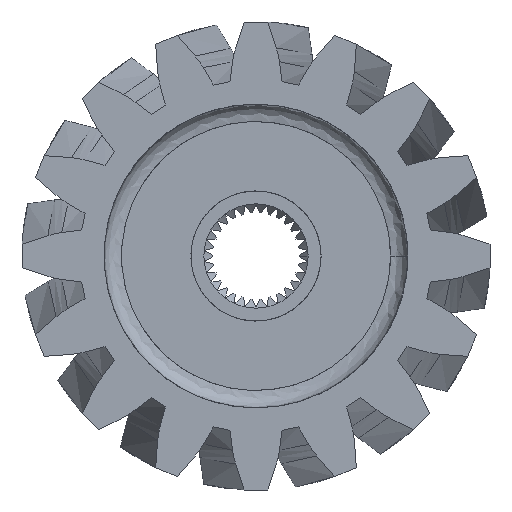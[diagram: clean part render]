
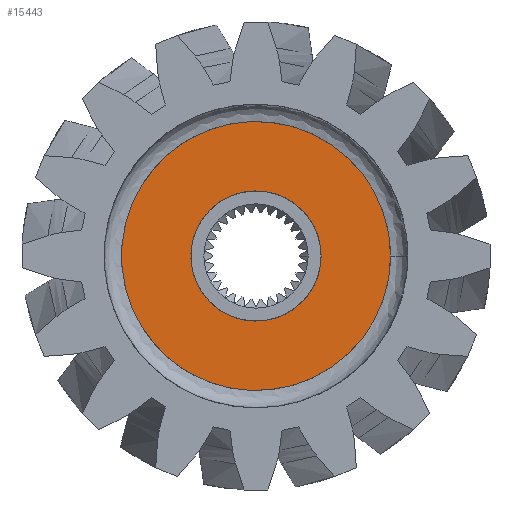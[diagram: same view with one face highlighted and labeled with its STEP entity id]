
A CAD part, front view. The second image highlights one B-rep face of the part: STEP entity #15443.
In plain terms, the highlighted free-form (B-spline) face has degree [1, 1] with [2, 2] control points.
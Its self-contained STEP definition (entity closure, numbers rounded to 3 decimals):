
#15443 = ADVANCED_FACE('',(#15444,#15458),#15472,.T.);
#15444 = FACE_BOUND('',#15445,.T.);
#15445 = EDGE_LOOP('',(#15446));
#15446 = ORIENTED_EDGE('',*,*,#15447,.T.);
#15447 = EDGE_CURVE('',#15448,#15448,#15450,.T.);
#15448 = VERTEX_POINT('',#15449);
#15449 = CARTESIAN_POINT('',(16.662,5.375,
    0.));
#15450 = ( BOUNDED_CURVE() B_SPLINE_CURVE(2,(#15451,#15452,#15453,#15454
    ,#15455,#15456,#15457),.UNSPECIFIED.,.T.,.F.) 
B_SPLINE_CURVE_WITH_KNOTS((1,2,2,2,2,1),(-2.094,0.,
    2.094,4.189,6.283,8.378),
.UNSPECIFIED.) CURVE() GEOMETRIC_REPRESENTATION_ITEM() 
RATIONAL_B_SPLINE_CURVE((1.,0.5,1.,0.5,1.,0.5,1.)) REPRESENTATION_ITEM(
  '') );
#15451 = CARTESIAN_POINT('',(16.662,5.375,
    0.));
#15452 = CARTESIAN_POINT('',(16.662,5.375,28.86
    ));
#15453 = CARTESIAN_POINT('',(-8.331,5.375,14.43
    ));
#15454 = CARTESIAN_POINT('',(-33.325,5.375,
    0.));
#15455 = CARTESIAN_POINT('',(-8.331,5.375,
    -14.43));
#15456 = CARTESIAN_POINT('',(16.662,5.375,
    -28.86));
#15457 = CARTESIAN_POINT('',(16.662,5.375,
    0.));
#15458 = FACE_BOUND('',#15459,.T.);
#15459 = EDGE_LOOP('',(#15460));
#15460 = ORIENTED_EDGE('',*,*,#15461,.T.);
#15461 = EDGE_CURVE('',#15462,#15462,#15464,.T.);
#15462 = VERTEX_POINT('',#15463);
#15463 = CARTESIAN_POINT('',(8.062,5.375,0.));
#15464 = ( BOUNDED_CURVE() B_SPLINE_CURVE(2,(#15465,#15466,#15467,#15468
    ,#15469,#15470,#15471),.UNSPECIFIED.,.T.,.F.) 
B_SPLINE_CURVE_WITH_KNOTS((1,2,2,2,2,1),(-2.094,0.,
    2.094,4.189,6.283,8.378),
.UNSPECIFIED.) CURVE() GEOMETRIC_REPRESENTATION_ITEM() 
RATIONAL_B_SPLINE_CURVE((1.,0.5,1.,0.5,1.,0.5,1.)) REPRESENTATION_ITEM(
  '') );
#15465 = CARTESIAN_POINT('',(8.062,5.375,0.));
#15466 = CARTESIAN_POINT('',(8.062,5.375,-13.964)
  );
#15467 = CARTESIAN_POINT('',(-4.031,5.375,
    -6.982));
#15468 = CARTESIAN_POINT('',(-16.125,5.375,
    0.));
#15469 = CARTESIAN_POINT('',(-4.031,5.375,
    6.982));
#15470 = CARTESIAN_POINT('',(8.062,5.375,
    13.964));
#15471 = CARTESIAN_POINT('',(8.062,5.375,0.));
#15472 = B_SPLINE_SURFACE_WITH_KNOTS('',1,1,(
    (#15473,#15474)
    ,(#15475,#15476
  )),.UNSPECIFIED.,.F.,.F.,.F.,(2,2),(2,2),(-15.5,15.5),(-15.5,15.5),
  .PIECEWISE_BEZIER_KNOTS.);
#15473 = CARTESIAN_POINT('',(-16.662,5.375,
    16.662));
#15474 = CARTESIAN_POINT('',(16.662,5.375,16.662
    ));
#15475 = CARTESIAN_POINT('',(-16.662,5.375,
    -16.662));
#15476 = CARTESIAN_POINT('',(16.662,5.375,
    -16.662));
